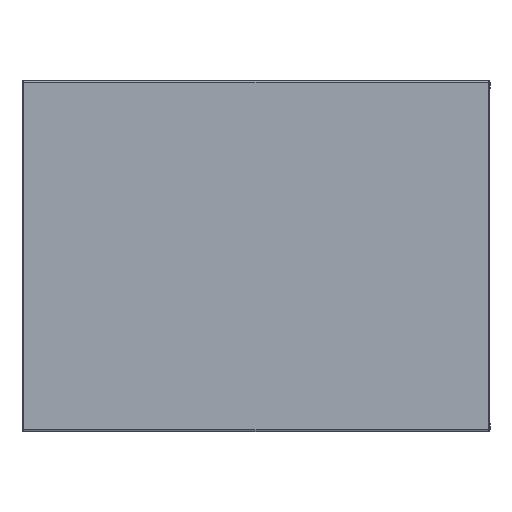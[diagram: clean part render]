
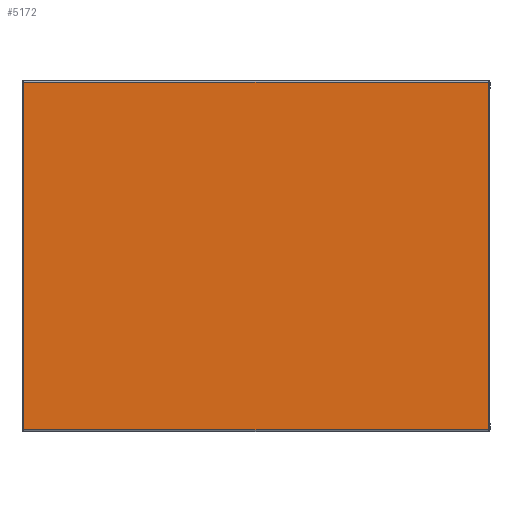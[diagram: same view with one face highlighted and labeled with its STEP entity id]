
A CAD part, left-side view. The second image highlights one B-rep face of the part: STEP entity #5172.
In plain terms, the highlighted planar face has unit normal (-1, 0, 0).
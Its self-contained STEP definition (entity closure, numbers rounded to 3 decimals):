
#128 = VERTEX_POINT ( 'NONE', #5130 ) ;
#269 = DIRECTION ( 'NONE',  ( 1., 0., 0. ) ) ;
#305 = ORIENTED_EDGE ( 'NONE', *, *, #3079, .T. ) ;
#635 = EDGE_LOOP ( 'NONE', ( #305, #1534, #3572, #3998 ) ) ;
#681 = PLANE ( 'NONE',  #4305 ) ;
#947 = VECTOR ( 'NONE', #1801, 1000. ) ;
#1075 = LINE ( 'NONE', #5316, #2250 ) ;
#1534 = ORIENTED_EDGE ( 'NONE', *, *, #3323, .T. ) ;
#1801 = DIRECTION ( 'NONE',  ( 0., 0., 1. ) ) ;
#1991 = DIRECTION ( 'NONE',  ( 0., 0., -1. ) ) ;
#2121 = DIRECTION ( 'NONE',  ( 0., 1., 0. ) ) ;
#2130 = LINE ( 'NONE', #5310, #947 ) ;
#2134 = EDGE_CURVE ( 'NONE', #5477, #5550, #4153, .T. ) ;
#2196 = DIRECTION ( 'NONE',  ( 0., -1., 0. ) ) ;
#2250 = VECTOR ( 'NONE', #1991, 1000. ) ;
#2778 = VERTEX_POINT ( 'NONE', #3528 ) ;
#2792 = EDGE_CURVE ( 'NONE', #5550, #2778, #2130, .T. ) ;
#2896 = CARTESIAN_POINT ( 'NONE',  ( -1., -0.6, 0.02 ) ) ;
#3079 = EDGE_CURVE ( 'NONE', #2778, #128, #5305, .T. ) ;
#3323 = EDGE_CURVE ( 'NONE', #128, #5477, #1075, .T. ) ;
#3331 = DIRECTION ( 'NONE',  ( 0., 0., -1. ) ) ;
#3528 = CARTESIAN_POINT ( 'NONE',  ( -1., -0.595, 0.895 ) ) ;
#3572 = ORIENTED_EDGE ( 'NONE', *, *, #2134, .T. ) ;
#3602 = CARTESIAN_POINT ( 'NONE',  ( -1., -0.595, 0.005 ) ) ;
#3723 = FACE_OUTER_BOUND ( 'NONE', #635, .T. ) ;
#3998 = ORIENTED_EDGE ( 'NONE', *, *, #2792, .T. ) ;
#4012 = VECTOR ( 'NONE', #2196, 1000. ) ;
#4142 = VECTOR ( 'NONE', #2121, 1000. ) ;
#4153 = LINE ( 'NONE', #5227, #4012 ) ;
#4240 = CARTESIAN_POINT ( 'NONE',  ( -1., -0.6, 0.895 ) ) ;
#4305 = AXIS2_PLACEMENT_3D ( 'NONE', #2896, #269, #3331 ) ;
#4779 = CARTESIAN_POINT ( 'NONE',  ( -1., 0.595, 0.005 ) ) ;
#5130 = CARTESIAN_POINT ( 'NONE',  ( -1., 0.595, 0.895 ) ) ;
#5172 = ADVANCED_FACE ( 'NONE', ( #3723 ), #681, .F. ) ;
#5227 = CARTESIAN_POINT ( 'NONE',  ( -1., -0.6, 0.005 ) ) ;
#5305 = LINE ( 'NONE', #4240, #4142 ) ;
#5310 = CARTESIAN_POINT ( 'NONE',  ( -1., -0.595, 0.02 ) ) ;
#5316 = CARTESIAN_POINT ( 'NONE',  ( -1., 0.595, 0.02 ) ) ;
#5477 = VERTEX_POINT ( 'NONE', #4779 ) ;
#5550 = VERTEX_POINT ( 'NONE', #3602 ) ;
